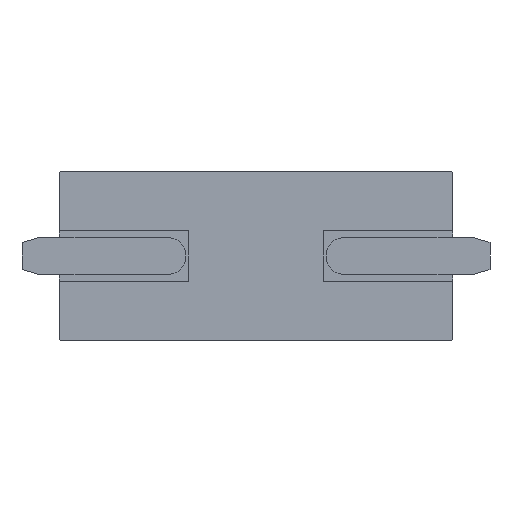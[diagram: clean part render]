
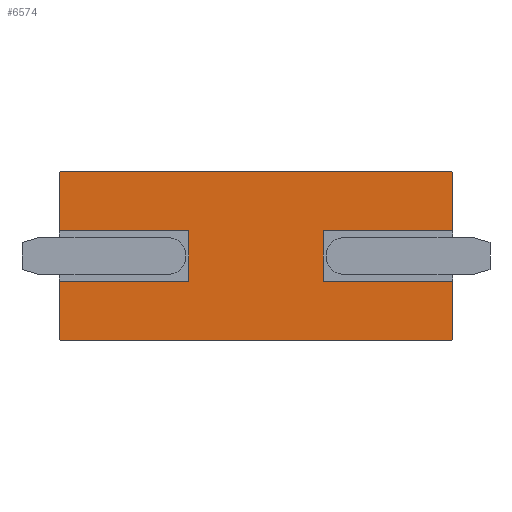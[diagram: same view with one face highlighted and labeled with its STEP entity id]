
A CAD part, front view. The second image highlights one B-rep face of the part: STEP entity #6574.
In plain terms, the highlighted planar face has unit normal (0, -1, 0).
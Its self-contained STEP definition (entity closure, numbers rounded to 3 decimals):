
#36 = DIRECTION ( 'NONE',  ( 0., -1., 0. ) ) ;
#177 = DIRECTION ( 'NONE',  ( 0., 0., 1. ) ) ;
#252 = VECTOR ( 'NONE', #4558, 1000. ) ;
#302 = ORIENTED_EDGE ( 'NONE', *, *, #4221, .F. ) ;
#488 = DIRECTION ( 'NONE',  ( -1., 0., 0. ) ) ;
#604 = ORIENTED_EDGE ( 'NONE', *, *, #12446, .T. ) ;
#644 = CARTESIAN_POINT ( 'NONE',  ( 5.85, 0., -0.75 ) ) ;
#676 = EDGE_CURVE ( 'NONE', #13501, #2489, #1959, .T. ) ;
#726 = LINE ( 'NONE', #5983, #11507 ) ;
#1032 = AXIS2_PLACEMENT_3D ( 'NONE', #10627, #4397, #11672 ) ;
#1101 = DIRECTION ( 'NONE',  ( 0., -1., 0. ) ) ;
#1143 = CARTESIAN_POINT ( 'NONE',  ( -2., 0., -0.75 ) ) ;
#1247 = VECTOR ( 'NONE', #10699, 1000. ) ;
#1291 = CARTESIAN_POINT ( 'NONE',  ( -5.85, 0., -2.5 ) ) ;
#1407 = DIRECTION ( 'NONE',  ( 0., 0., -1. ) ) ;
#1496 = LINE ( 'NONE', #10748, #12229 ) ;
#1657 = CARTESIAN_POINT ( 'NONE',  ( -5.85, 0., 2.45 ) ) ;
#1674 = ORIENTED_EDGE ( 'NONE', *, *, #11005, .T. ) ;
#1741 = CARTESIAN_POINT ( 'NONE',  ( 2., 0., -0.75 ) ) ;
#1779 = CARTESIAN_POINT ( 'NONE',  ( 5.85, 0., -2.5 ) ) ;
#1959 = LINE ( 'NONE', #6605, #10263 ) ;
#1985 = VERTEX_POINT ( 'NONE', #6267 ) ;
#2049 = LINE ( 'NONE', #1779, #7255 ) ;
#2064 = VERTEX_POINT ( 'NONE', #6363 ) ;
#2076 = VECTOR ( 'NONE', #6348, 1000. ) ;
#2169 = AXIS2_PLACEMENT_3D ( 'NONE', #7343, #1101, #8398 ) ;
#2185 = VERTEX_POINT ( 'NONE', #4358 ) ;
#2236 = ORIENTED_EDGE ( 'NONE', *, *, #8372, .F. ) ;
#2383 = FACE_OUTER_BOUND ( 'NONE', #5012, .T. ) ;
#2389 = VERTEX_POINT ( 'NONE', #5722 ) ;
#2479 = PLANE ( 'NONE',  #7153 ) ;
#2489 = VERTEX_POINT ( 'NONE', #1657 ) ;
#2578 = VERTEX_POINT ( 'NONE', #3974 ) ;
#2588 = VECTOR ( 'NONE', #7520, 1000. ) ;
#2720 = DIRECTION ( 'NONE',  ( 0., 0., 1. ) ) ;
#2775 = EDGE_CURVE ( 'NONE', #2389, #2185, #7273, .T. ) ;
#2817 = DIRECTION ( 'NONE',  ( 0., 0., -1. ) ) ;
#3145 = EDGE_CURVE ( 'NONE', #12178, #10688, #726, .T. ) ;
#3317 = CARTESIAN_POINT ( 'NONE',  ( 5.85, 0., 0.75 ) ) ;
#3321 = CARTESIAN_POINT ( 'NONE',  ( -5.85, 0., -2.5 ) ) ;
#3447 = DIRECTION ( 'NONE',  ( 1., 0., 0. ) ) ;
#3502 = CARTESIAN_POINT ( 'NONE',  ( 5.85, 0., -2.5 ) ) ;
#3645 = CIRCLE ( 'NONE', #10196, 0.05 ) ;
#3682 = EDGE_CURVE ( 'NONE', #10314, #4686, #10683, .T. ) ;
#3974 = CARTESIAN_POINT ( 'NONE',  ( 5.85, 0., -2.45 ) ) ;
#4006 = LINE ( 'NONE', #3321, #1247 ) ;
#4221 = EDGE_CURVE ( 'NONE', #2064, #10510, #4006, .T. ) ;
#4273 = EDGE_CURVE ( 'NONE', #6365, #13501, #8231, .T. ) ;
#4348 = ORIENTED_EDGE ( 'NONE', *, *, #676, .F. ) ;
#4358 = CARTESIAN_POINT ( 'NONE',  ( -2., 0., -0.75 ) ) ;
#4391 = DIRECTION ( 'NONE',  ( 0., 0., 1. ) ) ;
#4397 = DIRECTION ( 'NONE',  ( 0., -1., 0. ) ) ;
#4550 = CARTESIAN_POINT ( 'NONE',  ( 2., 0., 0.75 ) ) ;
#4558 = DIRECTION ( 'NONE',  ( -1., 0., 0. ) ) ;
#4616 = DIRECTION ( 'NONE',  ( 0., 1., 0. ) ) ;
#4657 = CARTESIAN_POINT ( 'NONE',  ( -2., 0., -0.75 ) ) ;
#4658 = EDGE_CURVE ( 'NONE', #10688, #2578, #9038, .T. ) ;
#4686 = VERTEX_POINT ( 'NONE', #4550 ) ;
#4762 = ORIENTED_EDGE ( 'NONE', *, *, #9200, .T. ) ;
#5012 = EDGE_LOOP ( 'NONE', ( #13059, #10498, #2236, #4762, #10345, #604, #4348, #10058, #11237, #6962, #10232, #1674, #302, #9658, #12605, #12326 ) ) ;
#5217 = AXIS2_PLACEMENT_3D ( 'NONE', #12658, #6433, #177 ) ;
#5307 = EDGE_CURVE ( 'NONE', #2064, #2578, #8181, .T. ) ;
#5722 = CARTESIAN_POINT ( 'NONE',  ( -5.85, 0., -0.75 ) ) ;
#5782 = CARTESIAN_POINT ( 'NONE',  ( -5.85, 0., 0.75 ) ) ;
#5983 = CARTESIAN_POINT ( 'NONE',  ( 2., 0., -0.75 ) ) ;
#6267 = CARTESIAN_POINT ( 'NONE',  ( -5.85, 0., -2.45 ) ) ;
#6296 = CARTESIAN_POINT ( 'NONE',  ( 5.8, 0., 2.45 ) ) ;
#6348 = DIRECTION ( 'NONE',  ( 1., 0., 0. ) ) ;
#6363 = CARTESIAN_POINT ( 'NONE',  ( 5.8, 0., -2.5 ) ) ;
#6365 = VERTEX_POINT ( 'NONE', #11535 ) ;
#6433 = DIRECTION ( 'NONE',  ( 0., -1., 0. ) ) ;
#6574 = ADVANCED_FACE ( 'NONE', ( #2383 ), #2479, .F. ) ;
#6605 = CARTESIAN_POINT ( 'NONE',  ( -5.85, 0., -2.5 ) ) ;
#6962 = ORIENTED_EDGE ( 'NONE', *, *, #2775, .F. ) ;
#7153 = AXIS2_PLACEMENT_3D ( 'NONE', #10860, #4616, #11901 ) ;
#7255 = VECTOR ( 'NONE', #2817, 1000. ) ;
#7273 = LINE ( 'NONE', #1143, #2076 ) ;
#7334 = DIRECTION ( 'NONE',  ( 0., 0., 1. ) ) ;
#7343 = CARTESIAN_POINT ( 'NONE',  ( -5.8, 0., -2.45 ) ) ;
#7520 = DIRECTION ( 'NONE',  ( 0., 0., -1. ) ) ;
#7772 = CARTESIAN_POINT ( 'NONE',  ( 2., 0., 0.75 ) ) ;
#7857 = LINE ( 'NONE', #4657, #10645 ) ;
#8181 = CIRCLE ( 'NONE', #1032, 0.05 ) ;
#8231 = LINE ( 'NONE', #10842, #252 ) ;
#8284 = VERTEX_POINT ( 'NONE', #11034 ) ;
#8372 = EDGE_CURVE ( 'NONE', #8379, #10314, #2049, .T. ) ;
#8379 = VERTEX_POINT ( 'NONE', #13198 ) ;
#8398 = DIRECTION ( 'NONE',  ( 0., 0., 1. ) ) ;
#8725 = VECTOR ( 'NONE', #1407, 1000. ) ;
#9038 = LINE ( 'NONE', #3502, #8725 ) ;
#9200 = EDGE_CURVE ( 'NONE', #8379, #12836, #3645, .T. ) ;
#9360 = EDGE_CURVE ( 'NONE', #1985, #2389, #11310, .T. ) ;
#9606 = EDGE_CURVE ( 'NONE', #2185, #6365, #7857, .T. ) ;
#9658 = ORIENTED_EDGE ( 'NONE', *, *, #5307, .T. ) ;
#9721 = CIRCLE ( 'NONE', #5217, 0.05 ) ;
#9993 = VECTOR ( 'NONE', #4391, 1000. ) ;
#10058 = ORIENTED_EDGE ( 'NONE', *, *, #4273, .F. ) ;
#10196 = AXIS2_PLACEMENT_3D ( 'NONE', #6296, #36, #7334 ) ;
#10232 = ORIENTED_EDGE ( 'NONE', *, *, #9360, .F. ) ;
#10263 = VECTOR ( 'NONE', #12839, 1000. ) ;
#10314 = VERTEX_POINT ( 'NONE', #3317 ) ;
#10342 = VECTOR ( 'NONE', #488, 1000. ) ;
#10345 = ORIENTED_EDGE ( 'NONE', *, *, #10464, .F. ) ;
#10464 = EDGE_CURVE ( 'NONE', #8284, #12836, #1496, .T. ) ;
#10498 = ORIENTED_EDGE ( 'NONE', *, *, #3682, .F. ) ;
#10510 = VERTEX_POINT ( 'NONE', #12878 ) ;
#10627 = CARTESIAN_POINT ( 'NONE',  ( 5.8, 0., -2.45 ) ) ;
#10645 = VECTOR ( 'NONE', #2720, 1000. ) ;
#10683 = LINE ( 'NONE', #7772, #10342 ) ;
#10688 = VERTEX_POINT ( 'NONE', #644 ) ;
#10699 = DIRECTION ( 'NONE',  ( -1., 0., 0. ) ) ;
#10748 = CARTESIAN_POINT ( 'NONE',  ( -5.85, 0., 2.5 ) ) ;
#10842 = CARTESIAN_POINT ( 'NONE',  ( -2., 0., 0.75 ) ) ;
#10860 = CARTESIAN_POINT ( 'NONE',  ( -4.175, 0., -0.825 ) ) ;
#10917 = LINE ( 'NONE', #11730, #2588 ) ;
#11005 = EDGE_CURVE ( 'NONE', #1985, #10510, #13511, .T. ) ;
#11034 = CARTESIAN_POINT ( 'NONE',  ( -5.8, 0., 2.5 ) ) ;
#11193 = EDGE_CURVE ( 'NONE', #4686, #12178, #10917, .T. ) ;
#11237 = ORIENTED_EDGE ( 'NONE', *, *, #9606, .F. ) ;
#11310 = LINE ( 'NONE', #1291, #9993 ) ;
#11507 = VECTOR ( 'NONE', #13252, 1000. ) ;
#11535 = CARTESIAN_POINT ( 'NONE',  ( -2., 0., 0.75 ) ) ;
#11672 = DIRECTION ( 'NONE',  ( 0., 0., 1. ) ) ;
#11730 = CARTESIAN_POINT ( 'NONE',  ( 2., 0., -0.75 ) ) ;
#11901 = DIRECTION ( 'NONE',  ( 0., 0., 1. ) ) ;
#12089 = CARTESIAN_POINT ( 'NONE',  ( 5.8, 0., 2.5 ) ) ;
#12178 = VERTEX_POINT ( 'NONE', #1741 ) ;
#12229 = VECTOR ( 'NONE', #3447, 1000. ) ;
#12326 = ORIENTED_EDGE ( 'NONE', *, *, #3145, .F. ) ;
#12446 = EDGE_CURVE ( 'NONE', #8284, #2489, #9721, .T. ) ;
#12605 = ORIENTED_EDGE ( 'NONE', *, *, #4658, .F. ) ;
#12658 = CARTESIAN_POINT ( 'NONE',  ( -5.8, 0., 2.45 ) ) ;
#12836 = VERTEX_POINT ( 'NONE', #12089 ) ;
#12839 = DIRECTION ( 'NONE',  ( 0., 0., 1. ) ) ;
#12878 = CARTESIAN_POINT ( 'NONE',  ( -5.8, 0., -2.5 ) ) ;
#13059 = ORIENTED_EDGE ( 'NONE', *, *, #11193, .F. ) ;
#13198 = CARTESIAN_POINT ( 'NONE',  ( 5.85, 0., 2.45 ) ) ;
#13252 = DIRECTION ( 'NONE',  ( 1., 0., 0. ) ) ;
#13501 = VERTEX_POINT ( 'NONE', #5782 ) ;
#13511 = CIRCLE ( 'NONE', #2169, 0.05 ) ;
